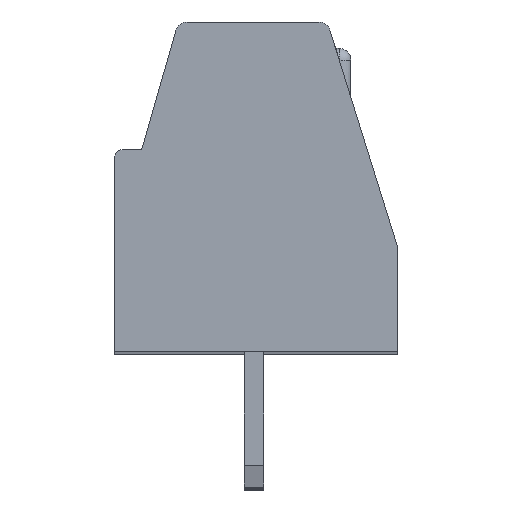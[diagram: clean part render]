
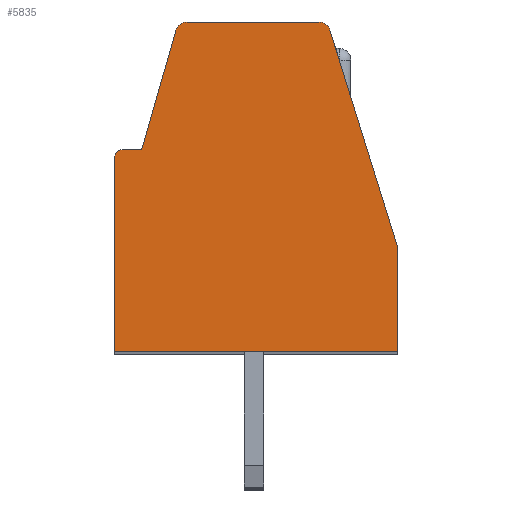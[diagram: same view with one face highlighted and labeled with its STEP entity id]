
A CAD part, top view. The second image highlights one B-rep face of the part: STEP entity #5835.
In plain terms, the highlighted planar face has unit normal (0, 0, 1).
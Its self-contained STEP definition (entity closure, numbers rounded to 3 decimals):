
#14=DIRECTION('',(0.,-1.,0.));
#15=VECTOR('',#14,5.);
#16=CARTESIAN_POINT('',(-3.6,5.,43.815));
#17=LINE('',#16,#15);
#18=CARTESIAN_POINT('',(-3.4,5.,43.815));
#19=DIRECTION('',(0.,0.,1.));
#20=DIRECTION('',(0.,1.,0.));
#21=AXIS2_PLACEMENT_3D('',#18,#19,#20);
#23=DIRECTION('',(-1.,0.,0.));
#24=VECTOR('',#23,0.5);
#25=CARTESIAN_POINT('',(-2.9,5.2,43.815));
#26=LINE('',#25,#24);
#27=DIRECTION('',(-0.276,-0.961,0.));
#28=VECTOR('',#27,3.207);
#29=CARTESIAN_POINT('',(-2.016,8.283,43.815));
#30=LINE('',#29,#28);
#31=CARTESIAN_POINT('',(-1.727,8.2,43.815));
#32=DIRECTION('',(0.,0.,1.));
#33=DIRECTION('',(0.,1.,0.));
#34=AXIS2_PLACEMENT_3D('',#31,#32,#33);
#36=DIRECTION('',(-1.,0.,0.));
#37=VECTOR('',#36,3.4);
#38=CARTESIAN_POINT('',(1.673,8.5,43.815));
#39=LINE('',#38,#37);
#40=CARTESIAN_POINT('',(1.673,8.2,43.815));
#41=DIRECTION('',(0.,0.,1.));
#42=DIRECTION('',(0.955,0.297,0.));
#43=AXIS2_PLACEMENT_3D('',#40,#41,#42);
#45=DIRECTION('',(-0.297,0.955,0.));
#46=VECTOR('',#45,5.854);
#47=CARTESIAN_POINT('',(3.7,2.7,43.815));
#48=LINE('',#47,#46);
#49=DIRECTION('',(0.,1.,0.));
#50=VECTOR('',#49,2.7);
#51=CARTESIAN_POINT('',(3.7,0.,43.815));
#52=LINE('',#51,#50);
#69=DIRECTION('',(1.,0.,0.));
#70=VECTOR('',#69,7.3);
#71=CARTESIAN_POINT('',(-3.6,0.,43.815));
#72=LINE('',#71,#70);
#4688=CARTESIAN_POINT('',(3.7,0.,43.815));
#4689=CARTESIAN_POINT('',(3.7,2.7,43.815));
#4690=VERTEX_POINT('',#4688);
#4691=VERTEX_POINT('',#4689);
#4692=CARTESIAN_POINT('',(1.959,8.289,43.815));
#4693=VERTEX_POINT('',#4692);
#4694=CARTESIAN_POINT('',(1.673,8.5,43.815));
#4695=VERTEX_POINT('',#4694);
#4696=CARTESIAN_POINT('',(-1.727,8.5,43.815));
#4697=VERTEX_POINT('',#4696);
#4698=CARTESIAN_POINT('',(-2.016,8.283,43.815));
#4699=VERTEX_POINT('',#4698);
#4700=CARTESIAN_POINT('',(-2.9,5.2,43.815));
#4701=VERTEX_POINT('',#4700);
#4702=CARTESIAN_POINT('',(-3.4,5.2,43.815));
#4703=VERTEX_POINT('',#4702);
#4704=CARTESIAN_POINT('',(-3.6,5.,43.815));
#4705=VERTEX_POINT('',#4704);
#4706=CARTESIAN_POINT('',(-3.6,0.,43.815));
#4707=VERTEX_POINT('',#4706);
#5808=CARTESIAN_POINT('',(0.,0.,43.815));
#5809=DIRECTION('',(0.,0.,1.));
#5810=DIRECTION('',(1.,0.,0.));
#5811=AXIS2_PLACEMENT_3D('',#5808,#5809,#5810);
#5812=PLANE('',#5811);
#5814=ORIENTED_EDGE('',*,*,#5813,.F.);
#5816=ORIENTED_EDGE('',*,*,#5815,.F.);
#5818=ORIENTED_EDGE('',*,*,#5817,.F.);
#5820=ORIENTED_EDGE('',*,*,#5819,.F.);
#5822=ORIENTED_EDGE('',*,*,#5821,.F.);
#5824=ORIENTED_EDGE('',*,*,#5823,.F.);
#5826=ORIENTED_EDGE('',*,*,#5825,.F.);
#5828=ORIENTED_EDGE('',*,*,#5827,.F.);
#5830=ORIENTED_EDGE('',*,*,#5829,.F.);
#5832=ORIENTED_EDGE('',*,*,#5831,.F.);
#5833=EDGE_LOOP('',(#5814,#5816,#5818,#5820,#5822,#5824,#5826,#5828,#5830,
#5832));
#5834=FACE_OUTER_BOUND('',#5833,.F.);
#22=CIRCLE('',#21,0.2);
#35=CIRCLE('',#34,0.3);
#44=CIRCLE('',#43,0.3);
#5813=EDGE_CURVE('',#4707,#4690,#72,.T.);
#5815=EDGE_CURVE('',#4705,#4707,#17,.T.);
#5817=EDGE_CURVE('',#4703,#4705,#22,.T.);
#5819=EDGE_CURVE('',#4701,#4703,#26,.T.);
#5821=EDGE_CURVE('',#4699,#4701,#30,.T.);
#5823=EDGE_CURVE('',#4697,#4699,#35,.T.);
#5825=EDGE_CURVE('',#4695,#4697,#39,.T.);
#5827=EDGE_CURVE('',#4693,#4695,#44,.T.);
#5829=EDGE_CURVE('',#4691,#4693,#48,.T.);
#5831=EDGE_CURVE('',#4690,#4691,#52,.T.);
#5835=ADVANCED_FACE('',(#5834),#5812,.T.);
